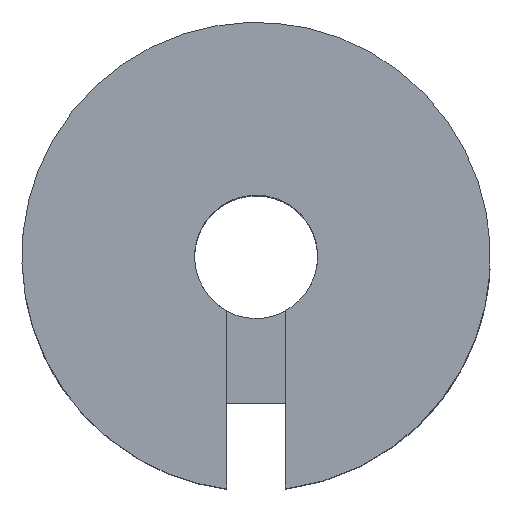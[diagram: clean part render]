
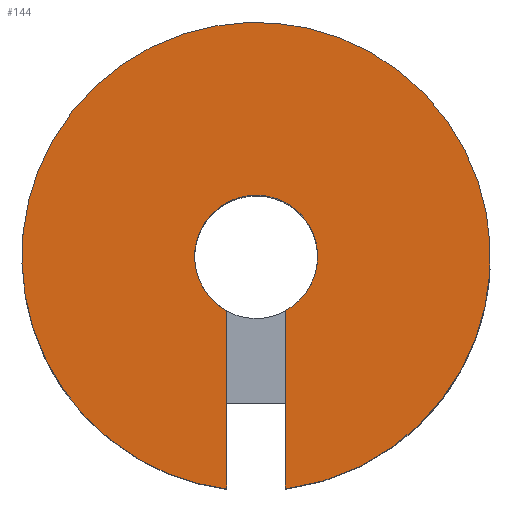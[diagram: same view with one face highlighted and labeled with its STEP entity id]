
A CAD part, top view. The second image highlights one B-rep face of the part: STEP entity #144.
In plain terms, the highlighted planar face has unit normal (0, 0, 1).
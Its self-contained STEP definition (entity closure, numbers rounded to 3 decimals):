
#144=ADVANCED_FACE('',(#280),#2408,.T.);
#280=FACE_OUTER_BOUND('',#421,.T.);
#421=EDGE_LOOP('',(#1098,#1099,#1100,#1101));
#1098=ORIENTED_EDGE('',*,*,#1589,.T.);
#1099=ORIENTED_EDGE('',*,*,#1593,.T.);
#1100=ORIENTED_EDGE('',*,*,#1596,.T.);
#1101=ORIENTED_EDGE('',*,*,#1598,.T.);
#1589=EDGE_CURVE('',#2265,#2264,#1636,.T.);
#1593=EDGE_CURVE('',#2264,#2267,#1640,.T.);
#1596=EDGE_CURVE('',#2267,#2269,#1643,.T.);
#1598=EDGE_CURVE('',#2269,#2265,#1645,.T.);
#1636=(
BOUNDED_CURVE()
B_SPLINE_CURVE(2,(#5461,#5462,#5463),.UNSPECIFIED.,.F.,.F.)
B_SPLINE_CURVE_WITH_KNOTS((3,3),(-35.356,-29.265),
 .UNSPECIFIED.)
CURVE()
GEOMETRIC_REPRESENTATION_ITEM()
RATIONAL_B_SPLINE_CURVE((1.,1.,1.))
REPRESENTATION_ITEM('')
);
#1640=(
BOUNDED_CURVE()
B_SPLINE_CURVE(2,(#5477,#5478,#5479,#5480,#5481,#5482,#5483,#5484,#5485),
 .UNSPECIFIED.,.F.,.F.)
B_SPLINE_CURVE_WITH_KNOTS((3,2,2,2,3),(-29.265,-21.725,
-14.184,-6.644,0.897),.UNSPECIFIED.)
CURVE()
GEOMETRIC_REPRESENTATION_ITEM()
RATIONAL_B_SPLINE_CURVE((1.,0.729,1.,0.729,1.,0.729,
1.,0.729,1.))
REPRESENTATION_ITEM('')
);
#1643=(
BOUNDED_CURVE()
B_SPLINE_CURVE(2,(#5491,#5492,#5493),.UNSPECIFIED.,.F.,.F.)
B_SPLINE_CURVE_WITH_KNOTS((3,3),(0.897,6.988),
 .UNSPECIFIED.)
CURVE()
GEOMETRIC_REPRESENTATION_ITEM()
RATIONAL_B_SPLINE_CURVE((1.,1.,1.))
REPRESENTATION_ITEM('')
);
#1645=(
BOUNDED_CURVE()
B_SPLINE_CURVE(2,(#5497,#5498,#5499,#5500,#5501,#5502,#5503,#5504,#5505),
 .UNSPECIFIED.,.F.,.F.)
B_SPLINE_CURVE_WITH_KNOTS((3,2,2,2,3),(6.988,9.765,
12.543,15.32,18.098),.UNSPECIFIED.)
CURVE()
GEOMETRIC_REPRESENTATION_ITEM()
RATIONAL_B_SPLINE_CURVE((1.,0.789,1.,0.789,1.,0.789,
1.,0.789,1.))
REPRESENTATION_ITEM('')
);
#2264=VERTEX_POINT('',#3322);
#2265=VERTEX_POINT('',#3323);
#2267=VERTEX_POINT('',#3325);
#2269=VERTEX_POINT('',#3327);
#2408=PLANE('',#2631);
#2631=AXIS2_PLACEMENT_3D('',#3077,#2758,$);
#2758=DIRECTION('',(0.,0.,1.));
#3077=CARTESIAN_POINT('',(5.,74.992,8.));
#3322=CARTESIAN_POINT('',(-4.,57.063,8.));
#3323=CARTESIAN_POINT('',(-4.,63.153,8.));
#3325=CARTESIAN_POINT('',(-6.,57.063,8.));
#3327=CARTESIAN_POINT('',(-6.,63.153,8.));
#5461=CARTESIAN_POINT('',(-4.,63.153,8.));
#5462=CARTESIAN_POINT('',(-4.,60.108,8.));
#5463=CARTESIAN_POINT('',(-4.,57.063,8.));
#5477=CARTESIAN_POINT('',(-4.,57.063,8.));
#5478=CARTESIAN_POINT('',(3.455,58.002,8.));
#5479=CARTESIAN_POINT('',(2.984,65.501,8.));
#5480=CARTESIAN_POINT('',(2.514,73.,8.));
#5481=CARTESIAN_POINT('',(-5.,73.,8.));
#5482=CARTESIAN_POINT('',(-12.514,73.,8.));
#5483=CARTESIAN_POINT('',(-12.984,65.501,8.));
#5484=CARTESIAN_POINT('',(-13.455,58.002,8.));
#5485=CARTESIAN_POINT('',(-6.,57.063,8.));
#5491=CARTESIAN_POINT('',(-6.,57.063,8.));
#5492=CARTESIAN_POINT('',(-6.,60.108,8.));
#5493=CARTESIAN_POINT('',(-6.,63.153,8.));
#5497=CARTESIAN_POINT('',(-6.,63.153,8.));
#5498=CARTESIAN_POINT('',(-7.437,63.932,8.));
#5499=CARTESIAN_POINT('',(-7.036,65.516,8.));
#5500=CARTESIAN_POINT('',(-6.634,67.1,8.));
#5501=CARTESIAN_POINT('',(-5.,67.1,8.));
#5502=CARTESIAN_POINT('',(-3.366,67.1,8.));
#5503=CARTESIAN_POINT('',(-2.964,65.516,8.));
#5504=CARTESIAN_POINT('',(-2.563,63.932,8.));
#5505=CARTESIAN_POINT('',(-4.,63.153,8.));
